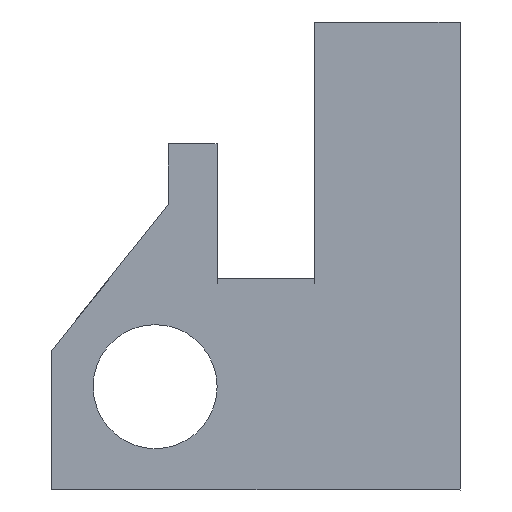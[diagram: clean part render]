
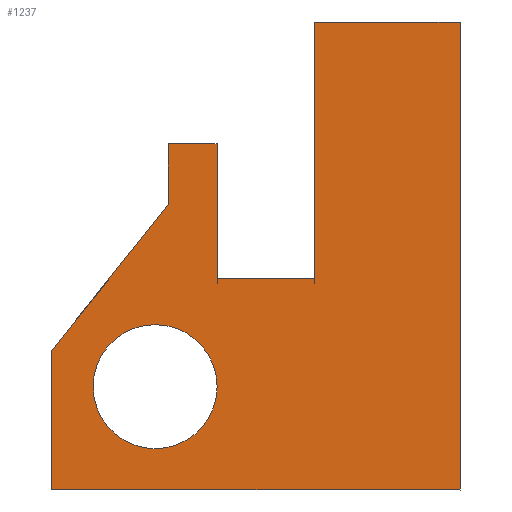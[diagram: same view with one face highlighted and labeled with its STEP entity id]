
A CAD part, left-side view. The second image highlights one B-rep face of the part: STEP entity #1237.
In plain terms, the highlighted planar face has unit normal (-1, 0, 0).
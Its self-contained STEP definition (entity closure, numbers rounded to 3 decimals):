
#112=FACE_BOUND('',#331,.T.);
#131=CIRCLE('',#1309,2.55);
#267=FACE_OUTER_BOUND('',#330,.T.);
#330=EDGE_LOOP('',(#1120,#1121,#1122,#1123,#1124,#1125,#1126,#1127,#1128,
#1129,#1130,#1131));
#331=EDGE_LOOP('',(#1132));
#361=LINE('',#1901,#477);
#384=LINE('',#1949,#500);
#397=LINE('',#1979,#513);
#406=LINE('',#1995,#522);
#415=LINE('',#2054,#531);
#420=LINE('',#2077,#536);
#424=LINE('',#2096,#540);
#427=LINE('',#2102,#543);
#430=LINE('',#2108,#546);
#432=LINE('',#2111,#548);
#438=LINE('',#2136,#554);
#445=LINE('',#2179,#561);
#477=VECTOR('',#1453,10.);
#500=VECTOR('',#1484,10.);
#513=VECTOR('',#1507,10.);
#522=VECTOR('',#1522,10.);
#531=VECTOR('',#1553,10.);
#536=VECTOR('',#1572,10.);
#540=VECTOR('',#1590,10.);
#543=VECTOR('',#1595,10.);
#546=VECTOR('',#1600,10.);
#548=VECTOR('',#1604,10.);
#554=VECTOR('',#1634,10.);
#561=VECTOR('',#1671,10.);
#590=VERTEX_POINT('',#1898);
#591=VERTEX_POINT('',#1900);
#612=VERTEX_POINT('',#1948);
#623=VERTEX_POINT('',#1976);
#624=VERTEX_POINT('',#1978);
#631=VERTEX_POINT('',#2053);
#641=VERTEX_POINT('',#2074);
#642=VERTEX_POINT('',#2076);
#650=VERTEX_POINT('',#2094);
#652=VERTEX_POINT('',#2100);
#654=VERTEX_POINT('',#2106);
#655=VERTEX_POINT('',#2113);
#661=VERTEX_POINT('',#2135);
#703=EDGE_CURVE('',#591,#590,#361,.T.);
#728=EDGE_CURVE('',#612,#591,#384,.T.);
#743=EDGE_CURVE('',#624,#623,#397,.T.);
#752=EDGE_CURVE('',#623,#612,#406,.T.);
#763=EDGE_CURVE('',#631,#624,#415,.T.);
#774=EDGE_CURVE('',#642,#641,#420,.T.);
#784=EDGE_CURVE('',#641,#650,#424,.T.);
#787=EDGE_CURVE('',#590,#652,#427,.T.);
#790=EDGE_CURVE('',#652,#654,#430,.T.);
#792=EDGE_CURVE('',#654,#642,#432,.T.);
#793=EDGE_CURVE('',#655,#655,#131,.T.);
#804=EDGE_CURVE('',#661,#650,#438,.T.);
#821=EDGE_CURVE('',#661,#631,#445,.T.);
#1120=ORIENTED_EDGE('',*,*,#821,.T.);
#1121=ORIENTED_EDGE('',*,*,#763,.T.);
#1122=ORIENTED_EDGE('',*,*,#743,.T.);
#1123=ORIENTED_EDGE('',*,*,#752,.T.);
#1124=ORIENTED_EDGE('',*,*,#728,.T.);
#1125=ORIENTED_EDGE('',*,*,#703,.T.);
#1126=ORIENTED_EDGE('',*,*,#787,.T.);
#1127=ORIENTED_EDGE('',*,*,#790,.T.);
#1128=ORIENTED_EDGE('',*,*,#792,.T.);
#1129=ORIENTED_EDGE('',*,*,#774,.T.);
#1130=ORIENTED_EDGE('',*,*,#784,.T.);
#1131=ORIENTED_EDGE('',*,*,#804,.F.);
#1132=ORIENTED_EDGE('',*,*,#793,.T.);
#1188=PLANE('',#1339);
#1237=ADVANCED_FACE('',(#267,#112),#1188,.F.);
#1309=AXIS2_PLACEMENT_3D('',#2114,#1607,#1608);
#1339=AXIS2_PLACEMENT_3D('',#2202,#1686,#1687);
#1453=DIRECTION('',(0.,0.624,-0.781));
#1484=DIRECTION('',(0.,0.,-1.));
#1507=DIRECTION('',(0.,1.,0.));
#1522=DIRECTION('',(0.,0.,-1.));
#1553=DIRECTION('',(0.,0.,1.));
#1572=DIRECTION('',(0.,0.,1.));
#1590=DIRECTION('',(0.,1.,0.));
#1595=DIRECTION('',(0.,0.,-1.));
#1600=DIRECTION('',(0.,-1.,0.));
#1604=DIRECTION('',(0.,0.,1.));
#1607=DIRECTION('center_axis',(1.,0.,0.));
#1608=DIRECTION('ref_axis',(0.,0.,1.));
#1634=DIRECTION('',(0.,0.,1.));
#1671=DIRECTION('',(0.,1.,0.));
#1686=DIRECTION('center_axis',(1.,0.,0.));
#1687=DIRECTION('ref_axis',(0.,0.,-1.));
#1898=CARTESIAN_POINT('',(-17.5,19.794,-87.164));
#1900=CARTESIAN_POINT('',(-17.5,15.,-81.167));
#1901=CARTESIAN_POINT('',(-17.5,19.794,-87.164));
#1948=CARTESIAN_POINT('',(-17.5,15.,-80.413));
#1949=CARTESIAN_POINT('',(-17.5,15.,-80.164));
#1976=CARTESIAN_POINT('',(-17.5,15.,-78.664));
#1978=CARTESIAN_POINT('',(-17.5,13.,-78.664));
#1979=CARTESIAN_POINT('',(-17.5,13.5,-78.664));
#1995=CARTESIAN_POINT('',(-17.5,15.,-79.29));
#2053=CARTESIAN_POINT('',(-17.5,13.,-84.207));
#2054=CARTESIAN_POINT('',(-17.5,13.,-82.042));
#2074=CARTESIAN_POINT('',(-17.5,3.003,-73.659));
#2076=CARTESIAN_POINT('',(-17.5,2.999,-88.654));
#2077=CARTESIAN_POINT('',(-17.5,3.004,-66.159));
#2094=CARTESIAN_POINT('',(-17.5,9.,-73.66));
#2096=CARTESIAN_POINT('',(-17.5,9.,-73.66));
#2100=CARTESIAN_POINT('',(-17.5,19.794,-92.904));
#2102=CARTESIAN_POINT('',(-17.5,19.794,-92.904));
#2106=CARTESIAN_POINT('',(-17.5,2.999,-92.904));
#2108=CARTESIAN_POINT('',(-17.5,2.999,-92.904));
#2111=CARTESIAN_POINT('',(-17.5,2.999,-88.654));
#2113=CARTESIAN_POINT('',(-17.5,15.544,-91.204));
#2114=CARTESIAN_POINT('Origin',(-17.5,15.544,-88.654));
#2135=CARTESIAN_POINT('',(-17.5,9.,-84.207));
#2136=CARTESIAN_POINT('',(-17.5,9.,-52.927));
#2179=CARTESIAN_POINT('',(-17.5,12.,-84.207));
#2202=CARTESIAN_POINT('Origin',(-17.5,11.397,-83.282));
